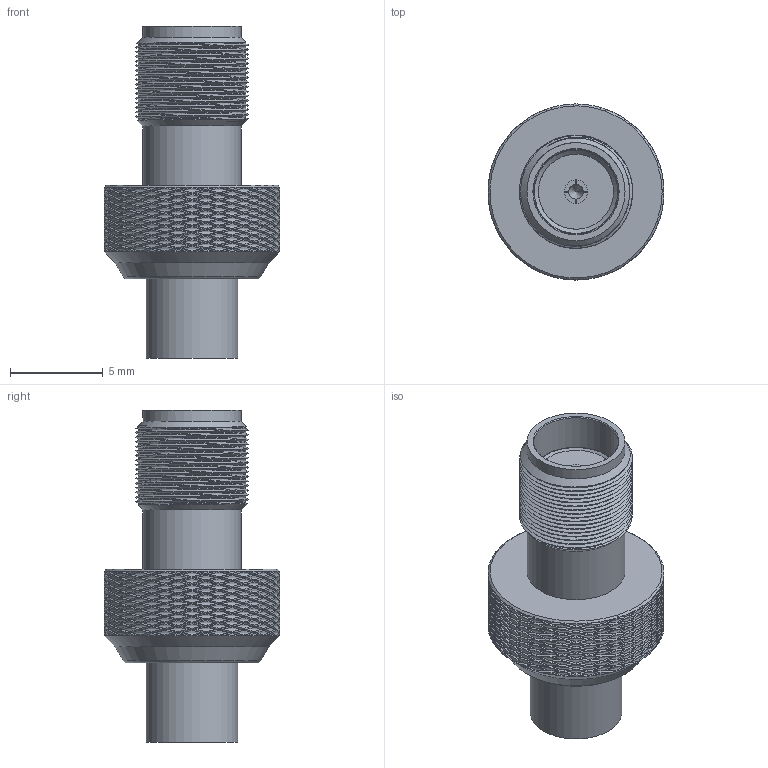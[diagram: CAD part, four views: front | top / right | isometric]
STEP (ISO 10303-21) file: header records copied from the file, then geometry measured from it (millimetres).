
FILE_DESCRIPTION( ( 'Unknown' ), '1' );
FILE_NAME( '64403106111000.stp', 'Unknown', ( 'Unknown' ), ( 'Unknown' ), 'PSStep 21.0.46', 'Unknown', ' ' );
FILE_SCHEMA( ( 'AUTOMOTIVE_DESIGN { 1 0 10303 214 1 1 1 1 }' ) );
Length unit declared in the file: millimetre
Products named in the file (2): 64403106111000_connector body
Bounding box: 9.5 x 9.5 x 17.93 mm (x, y, z)
Volume: 1084.1 mm3; surface area: 1808.5 mm2
Topology: 2 solids, 2 shells, 4614 faces, 9888 edges, 5216 vertices
Faces by surface type: bspline 3204, cylinder 964, plane 330, cone 108, torus 8
Full cylindrical faces by diameter (mm): 0.3 x2, 0.8 x2, 0.95 x2, 1 x2, 1.95 x2, 3.05 x2, 3.4 x2, 4.05 x2, 4.56 x2, 4.95 x2, 5.3 x4, 6.87 x2
Entity records: 256342 total; most frequent: CARTESIAN_POINT 158026, ORIENTED_EDGE 19556, EDGE_CURVE 9778, VERTEX_POINT 5172, DIRECTION 4968, EDGE_LOOP 4766, FACE_OUTER_BOUND 4644, STYLED_ITEM 4610
